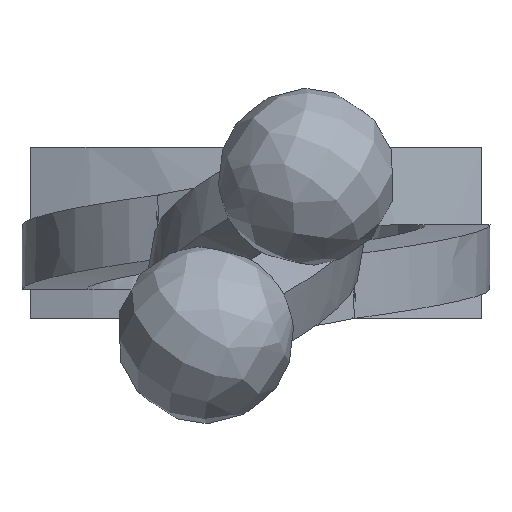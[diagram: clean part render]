
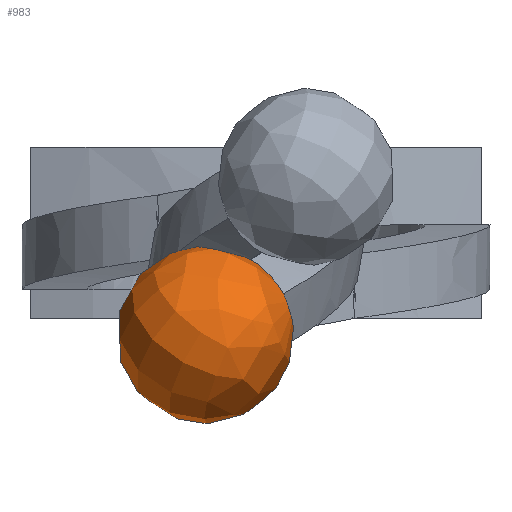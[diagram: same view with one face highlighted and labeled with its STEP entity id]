
A CAD part, top view. The second image highlights one B-rep face of the part: STEP entity #983.
In plain terms, the highlighted free-form (B-spline) face has degree [2, 2] with [6, 6] control points.
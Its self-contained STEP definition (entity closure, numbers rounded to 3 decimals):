
#863=CARTESIAN_POINT('',(0.871,-1.869,18.389));
#864=CARTESIAN_POINT('',(0.941,-1.88,18.54));
#865=CARTESIAN_POINT('',(1.001,-1.673,18.895));
#866=CARTESIAN_POINT('',(0.84,-1.214,19.007));
#867=CARTESIAN_POINT('',(0.619,-0.96,18.764));
#868=CARTESIAN_POINT('',(0.548,-0.947,18.613));
#869=CARTESIAN_POINT('',(0.897,-2.026,18.365));
#870=CARTESIAN_POINT('',(1.013,-2.119,18.575));
#871=CARTESIAN_POINT('',(1.197,-1.948,19.29));
#872=CARTESIAN_POINT('',(0.889,-1.07,19.504));
#873=CARTESIAN_POINT('',(0.54,-0.766,18.905));
#874=CARTESIAN_POINT('',(0.472,-0.812,18.661));
#875=CARTESIAN_POINT('',(0.814,-2.339,18.122));
#876=CARTESIAN_POINT('',(0.96,-2.811,18.299));
#877=CARTESIAN_POINT('',(3.039,-10.428,25.414));
#878=CARTESIAN_POINT('',(-1.789,3.372,28.772));
#879=CARTESIAN_POINT('',(0.048,-0.204,18.933));
#880=CARTESIAN_POINT('',(0.186,-0.545,18.559));
#881=CARTESIAN_POINT('',(0.535,-2.339,17.721));
#882=CARTESIAN_POINT('',(0.42,-2.811,17.523));
#883=CARTESIAN_POINT('',(-5.527,-10.428,13.099));
#884=CARTESIAN_POINT('',(-10.355,3.372,16.456));
#885=CARTESIAN_POINT('',(-0.492,-0.204,18.157));
#886=CARTESIAN_POINT('',(-0.093,-0.545,18.158));
#887=CARTESIAN_POINT('',(0.336,-2.026,17.558));
#888=CARTESIAN_POINT('',(0.179,-2.118,17.376));
#889=CARTESIAN_POINT('',(-0.426,-1.947,16.957));
#890=CARTESIAN_POINT('',(-0.732,-1.071,17.17));
#891=CARTESIAN_POINT('',(-0.293,-0.767,17.705));
#892=CARTESIAN_POINT('',(-0.088,-0.813,17.854));
#893=CARTESIAN_POINT('',(0.304,-1.868,17.575));
#894=CARTESIAN_POINT('',(0.188,-1.879,17.457));
#895=CARTESIAN_POINT('',(-0.123,-1.671,17.279));
#896=CARTESIAN_POINT('',(-0.283,-1.215,17.39));
#897=CARTESIAN_POINT('',(-0.133,-0.961,17.681));
#898=CARTESIAN_POINT('',(-0.018,-0.948,17.799));
#906=(BOUNDED_SURFACE()B_SPLINE_SURFACE(2,2,((#863,#869,#875,#881,#887,#893),(#864,#870,#876,#882,#888,#894),(#865,#871,#877,#883,#889,#895),(#866,#872,#878,#884,#890,#896),(#867,#873,#879,#885,#891,#897),(#868,#874,#880,#886,#892,#898)),.UNSPECIFIED.,.F.,.F.,.U.)B_SPLINE_SURFACE_WITH_KNOTS((3,1,1,1,3),(3,1,1,1,3),(0.0,3.178,6.357,9.535,12.714),(0.0,3.108,6.286,9.465,12.588),.UNSPECIFIED.)GEOMETRIC_REPRESENTATION_ITEM()RATIONAL_B_SPLINE_SURFACE(((59.86,45.472,30.758,30.758,45.508,60.004),(44.981,30.593,15.879,15.879,30.629,45.125),(30.102,15.714,1.0,1.0,15.75,30.245),(30.102,15.714,1.0,1.0,15.75,30.245),(44.981,30.593,15.879,15.879,30.629,45.125),(59.86,45.472,30.758,30.758,45.508,60.004)))REPRESENTATION_ITEM('')SURFACE());
#907=CARTESIAN_POINT('',(0.881,-2.776,18.311));
#908=VERTEX_POINT('',#907);
#909=CARTESIAN_POINT('',(-0.431,-1.89,17.056));
#910=VERTEX_POINT('',#909);
#911=CARTESIAN_POINT('',(0.881,-2.776,18.311));
#912=CARTESIAN_POINT('',(0.828,-2.682,18.173));
#913=CARTESIAN_POINT('',(0.759,-2.593,18.043));
#914=CARTESIAN_POINT('',(0.592,-2.424,17.796));
#915=CARTESIAN_POINT('',(0.493,-2.344,17.68));
#916=CARTESIAN_POINT('',(0.267,-2.191,17.463));
#917=CARTESIAN_POINT('',(0.142,-2.122,17.366));
#918=CARTESIAN_POINT('',(-0.061,-2.027,17.237));
#919=CARTESIAN_POINT('',(-0.131,-1.997,17.197));
#920=CARTESIAN_POINT('',(-0.277,-1.941,17.122));
#921=CARTESIAN_POINT('',(-0.353,-1.914,17.088));
#922=CARTESIAN_POINT('',(-0.431,-1.89,17.056));
#923=B_SPLINE_CURVE_WITH_KNOTS('',3,(#911,#912,#913,#914,#915,#916,#917,#918,#919,#920,#921,#922),.UNSPECIFIED.,.F.,.U.,(4,2,2,2,2,4),(0.0,0.25,0.5,0.75,0.875,1.0),.UNSPECIFIED.);
#924=EDGE_CURVE('',#908,#910,#923,.T.);
#925=ORIENTED_EDGE('',*,*,#924,.F.);
#926=CARTESIAN_POINT('',(0.854,-1.172,19.504));
#927=VERTEX_POINT('',#926);
#928=CARTESIAN_POINT('',(0.854,-1.172,19.504));
#929=CARTESIAN_POINT('',(0.904,-1.267,19.368));
#930=CARTESIAN_POINT('',(0.943,-1.374,19.24));
#931=CARTESIAN_POINT('',(0.982,-1.55,19.058));
#932=CARTESIAN_POINT('',(0.993,-1.611,18.999));
#933=CARTESIAN_POINT('',(1.004,-1.708,18.914));
#934=CARTESIAN_POINT('',(1.006,-1.741,18.886));
#935=CARTESIAN_POINT('',(1.011,-1.808,18.832));
#936=CARTESIAN_POINT('',(1.012,-1.842,18.805));
#937=CARTESIAN_POINT('',(1.015,-2.013,18.677));
#938=CARTESIAN_POINT('',(1.005,-2.157,18.586));
#939=CARTESIAN_POINT('',(0.972,-2.384,18.468));
#940=CARTESIAN_POINT('',(0.958,-2.462,18.432));
#941=CARTESIAN_POINT('',(0.924,-2.618,18.366));
#942=CARTESIAN_POINT('',(0.904,-2.696,18.337));
#943=CARTESIAN_POINT('',(0.881,-2.776,18.311));
#944=B_SPLINE_CURVE_WITH_KNOTS('',3,(#928,#929,#930,#931,#932,#933,#934,#935,#936,#937,#938,#939,#940,#941,#942,#943),.UNSPECIFIED.,.F.,.U.,(4,2,2,2,2,2,2,4),(0.0,0.25,0.375,0.437,0.5,0.75,0.875,1.0),.UNSPECIFIED.);
#945=EDGE_CURVE('',#927,#908,#944,.T.);
#946=ORIENTED_EDGE('',*,*,#945,.F.);
#947=CARTESIAN_POINT('',(-0.444,-0.279,18.243));
#948=VERTEX_POINT('',#947);
#949=CARTESIAN_POINT('',(-0.444,-0.279,18.243));
#950=CARTESIAN_POINT('',(-0.287,-0.327,18.303));
#951=CARTESIAN_POINT('',(-0.14,-0.382,18.377));
#952=CARTESIAN_POINT('',(0.134,-0.51,18.55));
#953=CARTESIAN_POINT('',(0.258,-0.579,18.647));
#954=CARTESIAN_POINT('',(0.424,-0.693,18.809));
#955=CARTESIAN_POINT('',(0.476,-0.733,18.866));
#956=CARTESIAN_POINT('',(0.549,-0.795,18.954));
#957=CARTESIAN_POINT('',(0.572,-0.816,18.984));
#958=CARTESIAN_POINT('',(0.617,-0.858,19.046));
#959=CARTESIAN_POINT('',(0.638,-0.879,19.077));
#960=CARTESIAN_POINT('',(0.74,-0.987,19.234));
#961=CARTESIAN_POINT('',(0.805,-1.078,19.365));
#962=CARTESIAN_POINT('',(0.854,-1.172,19.504));
#963=B_SPLINE_CURVE_WITH_KNOTS('',3,(#949,#950,#951,#952,#953,#954,#955,#956,#957,#958,#959,#960,#961,#962),.UNSPECIFIED.,.F.,.U.,(4,2,2,2,2,2,4),(0.0,0.25,0.5,0.625,0.688,0.75,1.0),.UNSPECIFIED.);
#964=EDGE_CURVE('',#948,#927,#963,.T.);
#965=ORIENTED_EDGE('',*,*,#964,.F.);
#966=CARTESIAN_POINT('',(-0.431,-1.89,17.056));
#967=CARTESIAN_POINT('',(-0.391,-1.732,17.112));
#968=CARTESIAN_POINT('',(-0.361,-1.577,17.18));
#969=CARTESIAN_POINT('',(-0.321,-1.276,17.34));
#970=CARTESIAN_POINT('',(-0.312,-1.133,17.43));
#971=CARTESIAN_POINT('',(-0.313,-0.928,17.581));
#972=CARTESIAN_POINT('',(-0.316,-0.862,17.634));
#973=CARTESIAN_POINT('',(-0.327,-0.733,17.745));
#974=CARTESIAN_POINT('',(-0.335,-0.669,17.803));
#975=CARTESIAN_POINT('',(-0.368,-0.489,17.983));
#976=CARTESIAN_POINT('',(-0.4,-0.379,18.109));
#977=CARTESIAN_POINT('',(-0.444,-0.279,18.243));
#978=B_SPLINE_CURVE_WITH_KNOTS('',3,(#966,#967,#968,#969,#970,#971,#972,#973,#974,#975,#976,#977),.UNSPECIFIED.,.F.,.U.,(4,2,2,2,2,4),(0.0,0.25,0.5,0.625,0.75,1.0),.UNSPECIFIED.);
#979=EDGE_CURVE('',#910,#948,#978,.T.);
#980=ORIENTED_EDGE('',*,*,#979,.F.);
#981=EDGE_LOOP('',(#925,#946,#965,#980));
#982=FACE_OUTER_BOUND('',#981,.T.);
#983=ADVANCED_FACE('',(#982),#906,.T.);
